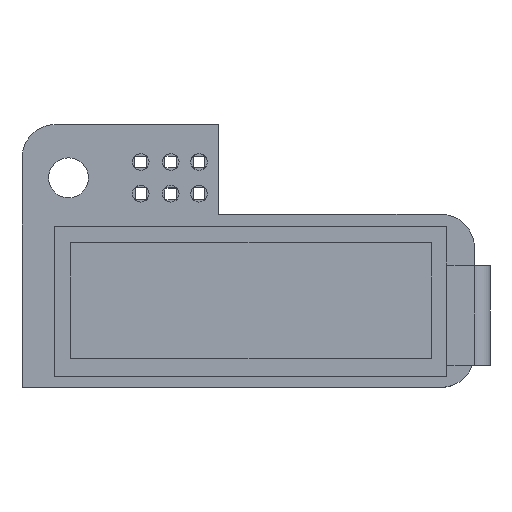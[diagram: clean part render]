
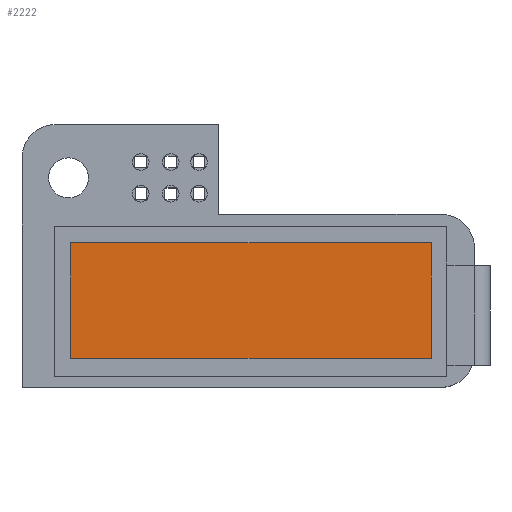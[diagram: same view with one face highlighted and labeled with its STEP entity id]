
A CAD part, top view. The second image highlights one B-rep face of the part: STEP entity #2222.
In plain terms, the highlighted planar face has unit normal (0, 0, 1).
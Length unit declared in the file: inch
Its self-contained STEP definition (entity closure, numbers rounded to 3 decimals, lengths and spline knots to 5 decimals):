
#23 = VERTEX_POINT ( 'NONE', #888 ) ;
#129 = DIRECTION ( 'NONE',  ( 1., 0., 0. ) ) ;
#292 = DIRECTION ( 'NONE',  ( -1., 0., 0. ) ) ;
#348 = EDGE_CURVE ( 'NONE', #1928, #432, #1388, .T. ) ;
#391 = DIRECTION ( 'NONE',  ( 0., 1., 0. ) ) ;
#432 = VERTEX_POINT ( 'NONE', #1364 ) ;
#474 = ORIENTED_EDGE ( 'NONE', *, *, #348, .T. ) ;
#638 = CARTESIAN_POINT ( 'NONE',  ( 0.55077, 0., 0.1229 ) ) ;
#679 = DIRECTION ( 'NONE',  ( 1., 0., 0. ) ) ;
#849 = CARTESIAN_POINT ( 'NONE',  ( -0.53404, 0., 0.1229 ) ) ;
#888 = CARTESIAN_POINT ( 'NONE',  ( 0.55077, -0.17261, 0.1229 ) ) ;
#1003 = VERTEX_POINT ( 'NONE', #1206 ) ;
#1206 = CARTESIAN_POINT ( 'NONE',  ( 0.55077, 0.17427, 0.1229 ) ) ;
#1364 = CARTESIAN_POINT ( 'NONE',  ( -0.53404, -0.17261, 0.1229 ) ) ;
#1368 = DIRECTION ( 'NONE',  ( 0., 0., 1. ) ) ;
#1388 = LINE ( 'NONE', #849, #3266 ) ;
#1396 = EDGE_CURVE ( 'NONE', #23, #1003, #2744, .T. ) ;
#1645 = EDGE_CURVE ( 'NONE', #1003, #1928, #1886, .T. ) ;
#1886 = LINE ( 'NONE', #2670, #2238 ) ;
#1928 = VERTEX_POINT ( 'NONE', #2782 ) ;
#1971 = LINE ( 'NONE', #2235, #2513 ) ;
#2108 = ORIENTED_EDGE ( 'NONE', *, *, #2823, .T. ) ;
#2128 = AXIS2_PLACEMENT_3D ( 'NONE', #2664, #1368, #129 ) ;
#2132 = ORIENTED_EDGE ( 'NONE', *, *, #1396, .T. ) ;
#2183 = DIRECTION ( 'NONE',  ( 0., -1., 0. ) ) ;
#2222 = ADVANCED_FACE ( 'NONE', ( #2956 ), #2918, .T. ) ;
#2235 = CARTESIAN_POINT ( 'NONE',  ( 0., -0.17261, 0.1229 ) ) ;
#2238 = VECTOR ( 'NONE', #292, 39.37008 ) ;
#2454 = ORIENTED_EDGE ( 'NONE', *, *, #1645, .T. ) ;
#2513 = VECTOR ( 'NONE', #679, 39.37008 ) ;
#2664 = CARTESIAN_POINT ( 'NONE',  ( 0., 0., 0.1229 ) ) ;
#2670 = CARTESIAN_POINT ( 'NONE',  ( 0., 0.17427, 0.1229 ) ) ;
#2744 = LINE ( 'NONE', #638, #2885 ) ;
#2782 = CARTESIAN_POINT ( 'NONE',  ( -0.53404, 0.17427, 0.1229 ) ) ;
#2823 = EDGE_CURVE ( 'NONE', #432, #23, #1971, .T. ) ;
#2885 = VECTOR ( 'NONE', #391, 39.37008 ) ;
#2918 = PLANE ( 'NONE',  #2128 ) ;
#2956 = FACE_OUTER_BOUND ( 'NONE', #2965, .T. ) ;
#2965 = EDGE_LOOP ( 'NONE', ( #474, #2108, #2132, #2454 ) ) ;
#3266 = VECTOR ( 'NONE', #2183, 39.37008 ) ;
